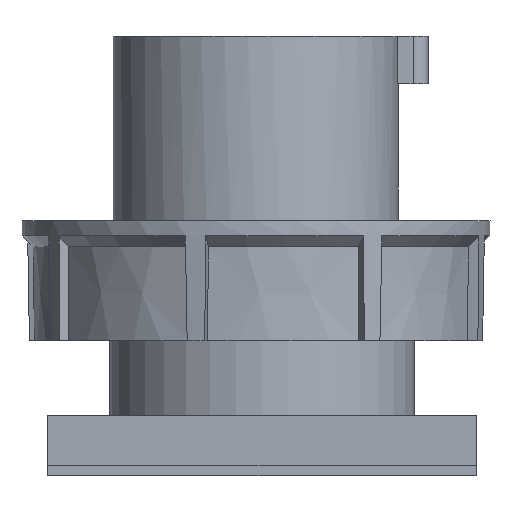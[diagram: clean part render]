
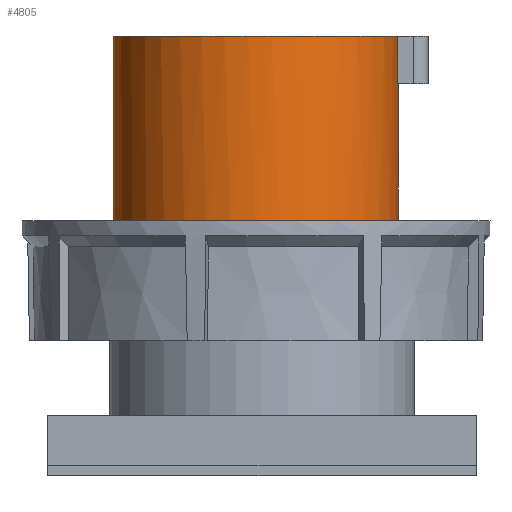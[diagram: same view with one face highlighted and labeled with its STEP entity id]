
A CAD part, left-side view. The second image highlights one B-rep face of the part: STEP entity #4805.
In plain terms, the highlighted cylindrical face has radius 28.45 mm (diameter 56.9 mm), a partial arc.
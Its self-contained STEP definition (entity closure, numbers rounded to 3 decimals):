
#263 = CARTESIAN_POINT ( 'NONE',  ( 0., 28.45, 43.9 ) ) ;
#546 = EDGE_CURVE ( 'NONE', #2715, #11741, #12313, .T. ) ;
#621 = CARTESIAN_POINT ( 'NONE',  ( -3., -28.291, 76.4 ) ) ;
#1228 = DIRECTION ( 'NONE',  ( 0., 0., 1. ) ) ;
#1410 = AXIS2_PLACEMENT_3D ( 'NONE', #1579, #9802, #11683 ) ;
#1579 = CARTESIAN_POINT ( 'NONE',  ( 0., 0., 43.9 ) ) ;
#1671 = VERTEX_POINT ( 'NONE', #1756 ) ;
#1756 = CARTESIAN_POINT ( 'NONE',  ( -3., -28.291, 85.9 ) ) ;
#1801 = LINE ( 'NONE', #6737, #5309 ) ;
#1851 = DIRECTION ( 'NONE',  ( 0., 0., 1. ) ) ;
#1995 = LINE ( 'NONE', #2858, #5492 ) ;
#2046 = CYLINDRICAL_SURFACE ( 'NONE', #11305, 28.45 ) ;
#2181 = CARTESIAN_POINT ( 'NONE',  ( 0., 0., 40.4 ) ) ;
#2715 = VERTEX_POINT ( 'NONE', #263 ) ;
#2858 = CARTESIAN_POINT ( 'NONE',  ( 0., -28.45, 40.4 ) ) ;
#3006 = DIRECTION ( 'NONE',  ( 0., 1., 0. ) ) ;
#3218 = CARTESIAN_POINT ( 'NONE',  ( 0., -28.45, 76.4 ) ) ;
#3563 = CARTESIAN_POINT ( 'NONE',  ( 0., 28.45, 85.9 ) ) ;
#3793 = CARTESIAN_POINT ( 'NONE',  ( 0., -28.45, 43.9 ) ) ;
#3910 = CARTESIAN_POINT ( 'NONE',  ( -3., -28.291, 84.65 ) ) ;
#4741 = ORIENTED_EDGE ( 'NONE', *, *, #11908, .T. ) ;
#4805 = ADVANCED_FACE ( 'NONE', ( #11270 ), #2046, .T. ) ;
#4898 = DIRECTION ( 'NONE',  ( 0., 0., 1. ) ) ;
#5309 = VECTOR ( 'NONE', #5873, 1000. ) ;
#5409 = EDGE_CURVE ( 'NONE', #1671, #10786, #10655, .T. ) ;
#5446 = EDGE_CURVE ( 'NONE', #2715, #10786, #1801, .T. ) ;
#5492 = VECTOR ( 'NONE', #1851, 1000. ) ;
#5606 = EDGE_CURVE ( 'NONE', #10013, #6250, #7875, .T. ) ;
#5758 = ORIENTED_EDGE ( 'NONE', *, *, #6114, .T. ) ;
#5873 = DIRECTION ( 'NONE',  ( 0., 0., 1. ) ) ;
#5970 = AXIS2_PLACEMENT_3D ( 'NONE', #12037, #7861, #6880 ) ;
#6114 = EDGE_CURVE ( 'NONE', #6250, #1671, #6301, .T. ) ;
#6126 = CARTESIAN_POINT ( 'NONE',  ( 0., 0., 76.4 ) ) ;
#6250 = VERTEX_POINT ( 'NONE', #621 ) ;
#6301 = LINE ( 'NONE', #3910, #11330 ) ;
#6737 = CARTESIAN_POINT ( 'NONE',  ( 0., 28.45, 40.4 ) ) ;
#6880 = DIRECTION ( 'NONE',  ( 1., 0., 0. ) ) ;
#7861 = DIRECTION ( 'NONE',  ( 0., 0., -1. ) ) ;
#7875 = CIRCLE ( 'NONE', #11321, 28.45 ) ;
#8363 = DIRECTION ( 'NONE',  ( 0., 1., 0. ) ) ;
#9267 = DIRECTION ( 'NONE',  ( 0., 0., -1. ) ) ;
#9802 = DIRECTION ( 'NONE',  ( 0., 0., 1. ) ) ;
#10013 = VERTEX_POINT ( 'NONE', #3218 ) ;
#10015 = ORIENTED_EDGE ( 'NONE', *, *, #5409, .T. ) ;
#10209 = ORIENTED_EDGE ( 'NONE', *, *, #546, .T. ) ;
#10655 = CIRCLE ( 'NONE', #5970, 28.45 ) ;
#10786 = VERTEX_POINT ( 'NONE', #3563 ) ;
#11118 = EDGE_LOOP ( 'NONE', ( #10209, #4741, #11481, #5758, #10015, #11238 ) ) ;
#11238 = ORIENTED_EDGE ( 'NONE', *, *, #5446, .F. ) ;
#11270 = FACE_OUTER_BOUND ( 'NONE', #11118, .T. ) ;
#11305 = AXIS2_PLACEMENT_3D ( 'NONE', #2181, #1228, #8363 ) ;
#11321 = AXIS2_PLACEMENT_3D ( 'NONE', #6126, #9267, #3006 ) ;
#11330 = VECTOR ( 'NONE', #4898, 1000. ) ;
#11481 = ORIENTED_EDGE ( 'NONE', *, *, #5606, .T. ) ;
#11683 = DIRECTION ( 'NONE',  ( -1., 0., 0. ) ) ;
#11741 = VERTEX_POINT ( 'NONE', #3793 ) ;
#11908 = EDGE_CURVE ( 'NONE', #11741, #10013, #1995, .T. ) ;
#12037 = CARTESIAN_POINT ( 'NONE',  ( 0., 0., 85.9 ) ) ;
#12313 = CIRCLE ( 'NONE', #1410, 28.45 ) ;
